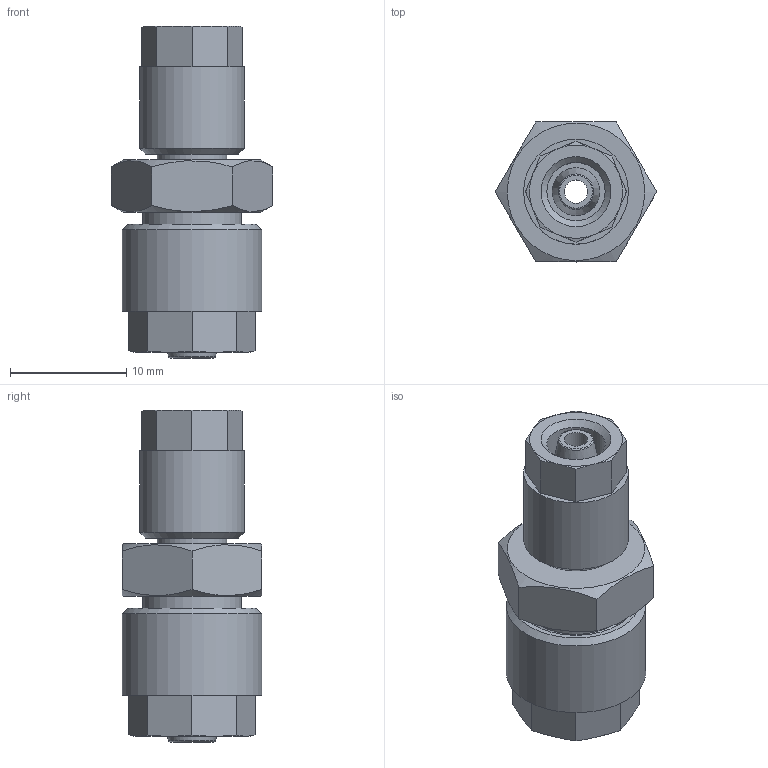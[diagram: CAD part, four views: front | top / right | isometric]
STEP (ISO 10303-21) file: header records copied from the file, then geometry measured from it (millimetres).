
FILE_DESCRIPTION(( 'MC.14.06.05.STP' ), '1');
FILE_NAME( 'MC.14.06.05.STP', '2018-10-01T16:36:39',( 'Sopra'),('sopra-pneumatic.com'), 'SwSTEP 2.0','SolidWorks 2009','' );
FILE_SCHEMA (('AUTOMOTIVE_DESIGN { 1 0 10303 214 1 1 1 1 }'));
Length unit declared in the file: millimetre
Products named in the file (4): Root; 17003; 17005; R10405
Assembly tree (3 placements, depth 2):
  Root
    17003
    17005
    R10405
Bounding box: 13.86 x 12 x 28.5 mm (x, y, z)
Volume: 2164.9 mm3; surface area: 2480.9 mm2
Topology: 3 solids, 3 shells, 87 faces, 195 edges, 126 vertices
Faces by surface type: plane 36, cone 33, cylinder 14, torus 4
Full cylindrical faces by diameter (mm): 2 x1, 3.2 x1, 3.7 x1, 4.7 x1, 5 x1, 6 x1, 6.08 x1, 6.2 x1, 7 x1, 8.5 x1, 8.773 x1, 9 x1, 10 x1, 12 x1
Entity records: 3663 total; most frequent: DIRECTION 436, CARTESIAN_POINT 347, PRESENTATION_STYLE_ASSIGNMENT 291, COLOUR_RGB 289, DRAUGHTING_PRE_DEFINED_CURVE_FONT 288, CURVE_STYLE 288, OVER_RIDING_STYLED_ITEM 288, ORIENTED_EDGE 288
